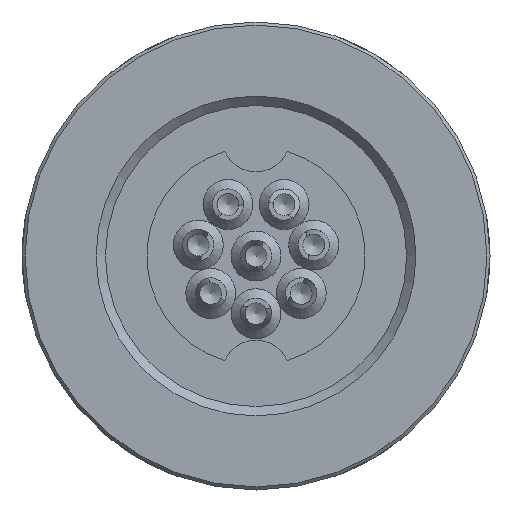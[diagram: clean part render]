
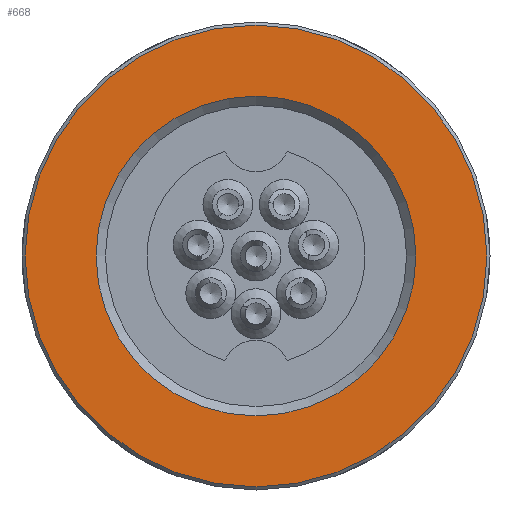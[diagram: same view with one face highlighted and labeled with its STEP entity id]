
A CAD part, left-side view. The second image highlights one B-rep face of the part: STEP entity #668.
In plain terms, the highlighted planar face has unit normal (-1, 0, 0).
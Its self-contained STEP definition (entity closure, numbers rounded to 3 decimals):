
#293=PLANE('',#3147);
#489=FACE_BOUND('',#1120,.T.);
#490=FACE_BOUND('',#1121,.T.);
#668=ADVANCED_FACE('',(#489,#490),#293,.T.);
#1120=EDGE_LOOP('',(#1939));
#1121=EDGE_LOOP('',(#1940));
#1939=ORIENTED_EDGE('',*,*,#2617,.T.);
#1940=ORIENTED_EDGE('',*,*,#2618,.T.);
#2298=VERTEX_POINT('',#5322);
#2299=VERTEX_POINT('',#5325);
#2617=EDGE_CURVE('',#2298,#2298,#2818,.T.);
#2618=EDGE_CURVE('',#2299,#2299,#2819,.T.);
#2818=CIRCLE('',#3144,5.125);
#2819=CIRCLE('',#3146,7.4);
#3144=AXIS2_PLACEMENT_3D('',#5321,#3902,#3903);
#3146=AXIS2_PLACEMENT_3D('',#5324,#3906,#3907);
#3147=AXIS2_PLACEMENT_3D('',#5326,#3908,#3909);
#3902=DIRECTION('',(1.,0.,0.));
#3903=DIRECTION('',(0.,0.,1.));
#3906=DIRECTION('',(-1.,0.,0.));
#3907=DIRECTION('',(0.,0.,1.));
#3908=DIRECTION('',(-1.,0.,0.));
#3909=DIRECTION('',(0.,0.,1.));
#5321=CARTESIAN_POINT('',(0.,0.,0.));
#5322=CARTESIAN_POINT('',(0.,0.,5.125));
#5324=CARTESIAN_POINT('',(0.,0.,0.));
#5325=CARTESIAN_POINT('',(0.,0.,7.4));
#5326=CARTESIAN_POINT('',(0.,0.,0.));
